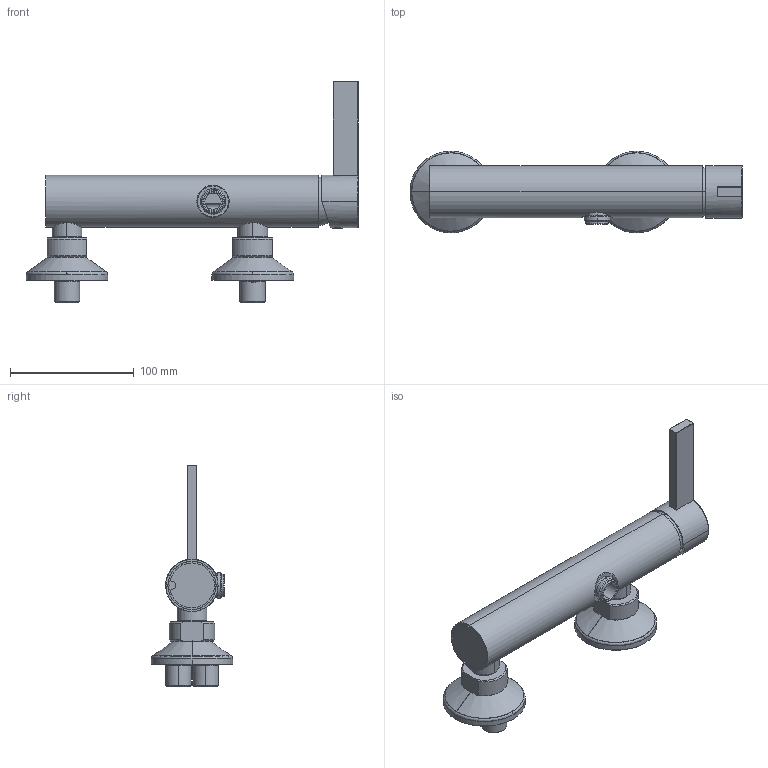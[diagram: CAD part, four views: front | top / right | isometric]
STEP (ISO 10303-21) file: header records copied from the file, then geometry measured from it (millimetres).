
FILE_DESCRIPTION (( 'STEP AP203' ), '1' );
FILE_NAME ('800007vic0_asm.STEP', '2018-09-13T21:49:58', ( '' ), ( '' ), 'SwSTEP 2.0', 'SolidWorks 2015', '' );
FILE_SCHEMA (( 'CONFIG_CONTROL_DESIGN' ));
Length unit declared in the file: millimetre
Products named in the file (38): 10000220_1; 12025801; 800007vic0_asm; 06020307_4; 01000080_ASM; 07010106W_ASM_3; 07010106W_D_3; 16000193_ASM_1; 14000032_ASM_1; 06006201_2; 16000658_ASM_3; 10026001_1; 16001955_ASM_1; 04006204_1; 12000593_1; 01000095; 04007804; 05002003_3; 03000018_AF0_1; 06000107_3; 06022007_5; 07010106W_C_3; 12000594; 16000751_ASM_1; 12000208; 07010106W_B_3; ROSONE_CIL_D660_3P4_PARETE_CINN_1; 16000112_ASM_2; 04004810_1; 04000151_1; 16000007_ASM_3; 16000657_ASM_3; 03000016_AF0_2; 16000764_ASM; 07010106W_A_3; 12008301_1; 06003501_2; 16000008_OBSOLETO_ASM_2
Assembly tree (42 placements, depth 4):
  800007vic0_asm
    16000764_ASM
      01000080_ASM
        01000095
        12000208  x2
        12000594
      12025801  x2
      04007804  x2
      12008301_1  x2
      10026001_1
      04006204_1
      16001955_ASM_1
        12000593_1
        04000151_1
    16000007_ASM_3
      07010106W_ASM_3
        07010106W_A_3
        07010106W_B_3
        07010106W_C_3
        07010106W_D_3
    16000112_ASM_2
      06003501_2
    16000008_OBSOLETO_ASM_2
      06006201_2
    16000193_ASM_1
      03000018_AF0_1
      03000016_AF0_2
      06020307_4
      06000107_3
      16000657_ASM_3
        06022007_5
      16000658_ASM_3
        05002003_3
    16000751_ASM_1  x2
      14000032_ASM_1
        ROSONE_CIL_D660_3P4_PARETE_CINN_1
        10000220_1
        04004810_1
Bounding box: 268 x 66 x 178.8 mm (x, y, z)
Volume: 17001 mm3; surface area: 164577.8 mm2
Topology: 14 solids, 54 shells, 1079 faces, 2681 edges, 1652 vertices
Faces by surface type: cylinder 398, plane 286, bspline 198, cone 187, torus 10
Entity records: 37440 total; most frequent: CARTESIAN_POINT 13059, DIRECTION 4279, ORIENTED_EDGE 4200, EDGE_CURVE 2133, AXIS2_PLACEMENT_3D 1721, VERTEX_POINT 1345, EDGE_LOOP 979, CIRCLE 926
